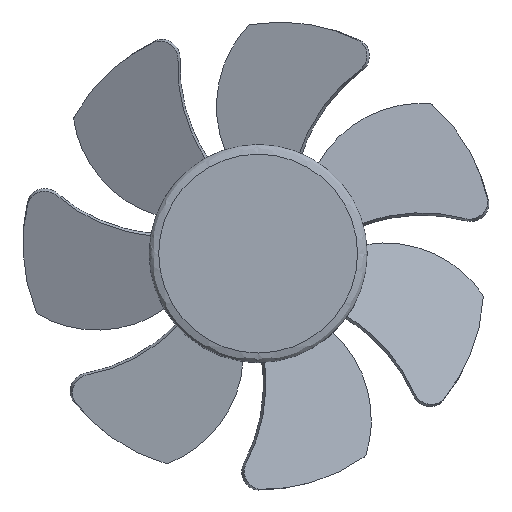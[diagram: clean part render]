
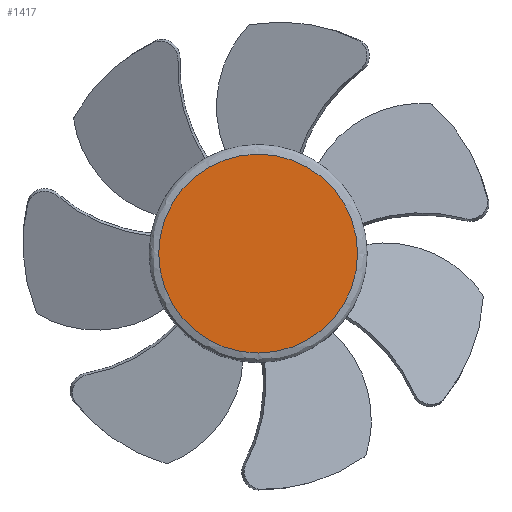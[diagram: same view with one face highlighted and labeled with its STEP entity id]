
A CAD part, top view. The second image highlights one B-rep face of the part: STEP entity #1417.
In plain terms, the highlighted planar face has unit normal (0, 0, 1).
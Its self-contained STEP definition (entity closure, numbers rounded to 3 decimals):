
#114=PLANE('',#1543);
#261=FACE_OUTER_BOUND('',#356,.T.);
#356=EDGE_LOOP('',(#929));
#547=CIRCLE('',#1536,7.75);
#551=VERTEX_POINT('',#2044);
#695=EDGE_CURVE('',#551,#551,#547,.T.);
#929=ORIENTED_EDGE('',*,*,#695,.T.);
#1417=ADVANCED_FACE('',(#261),#114,.T.);
#1536=AXIS2_PLACEMENT_3D('',#2045,#1658,#1659);
#1543=AXIS2_PLACEMENT_3D('',#2056,#1673,#1674);
#1658=DIRECTION('center_axis',(0.,0.,1.));
#1659=DIRECTION('ref_axis',(1.,0.,0.));
#1673=DIRECTION('center_axis',(0.,0.,1.));
#1674=DIRECTION('ref_axis',(1.,0.,0.));
#2044=CARTESIAN_POINT('',(-7.75,0.,10.));
#2045=CARTESIAN_POINT('Origin',(0.,0.,10.));
#2056=CARTESIAN_POINT('Origin',(0.,0.,10.));
